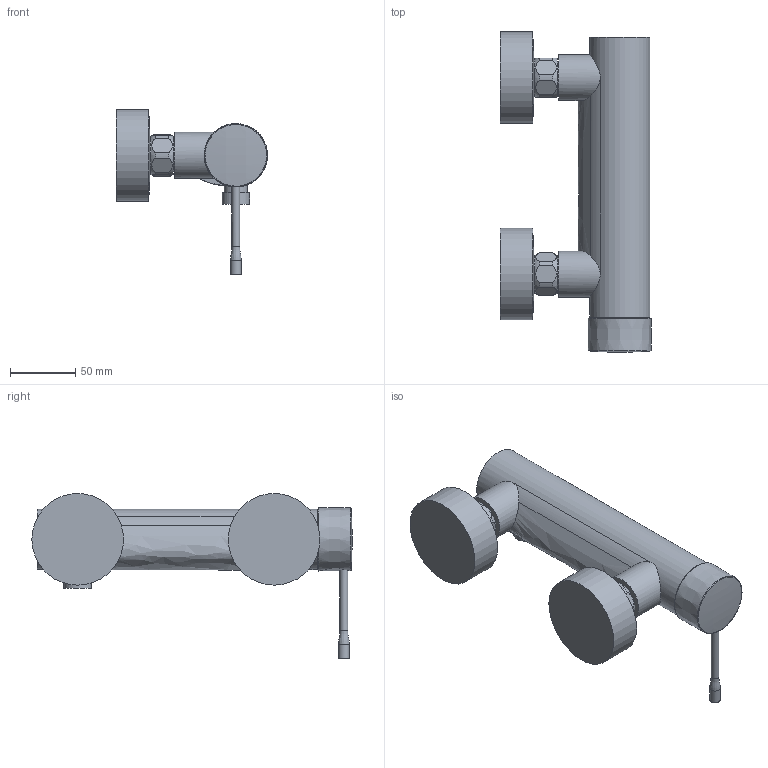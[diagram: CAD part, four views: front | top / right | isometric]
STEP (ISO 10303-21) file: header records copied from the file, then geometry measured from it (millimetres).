
FILE_DESCRIPTION(/* description */ ('Unknown'),/* implementation_level */ '2;1');
FILE_NAME(/* name */ '33636001',/* time_stamp */ '2022-09-07T16:08:54+02:00',/* author */ ('Unknown'),/* organization */ ('GROHE AG'),/* preprocessor_version */ 'ST-DEVELOPER v16.7',/* originating_system */ 'DEX',/* authorisation */ $);
FILE_SCHEMA (('AUTOMOTIVE_DESIGN {1 0 10303 214 3 1 1}'));
Length unit declared in the file: millimetre
Products named in the file (5): 33636001; 33636001_0; id77; ALIAS BREP MODEL
Assembly tree (4 placements, depth 2):
  33636001
    33636001
    33636001_0
    id77
    ALIAS BREP MODEL
Bounding box: 115.31 x 244.54 x 126 mm (x, y, z)
Volume: 194876 mm3; surface area: 85829.2 mm2
Topology: 2 solids, 13 shells, 66 faces, 185 edges, 126 vertices
Faces by surface type: plane 27, cylinder 26, bspline 6, torus 4, sphere 3
Full cylindrical faces by diameter (mm): 5.997 x1, 8.13 x1, 18 x1, 20.96 x1, 24 x2, 26.44 x2, 35.053 x2, 46.092 x1, 70 x2
Entity records: 3396 total; most frequent: CARTESIAN_POINT 1706, DIRECTION 305, ORIENTED_EDGE 254, EDGE_CURVE 146, AXIS2_PLACEMENT_3D 131, VERTEX_POINT 111, EDGE_LOOP 91, FACE_BOUND 91
